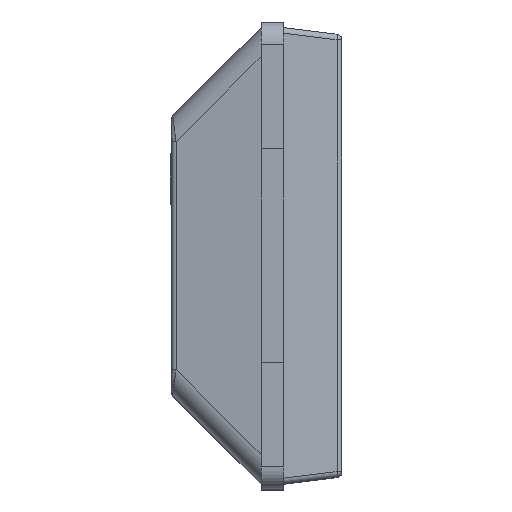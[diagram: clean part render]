
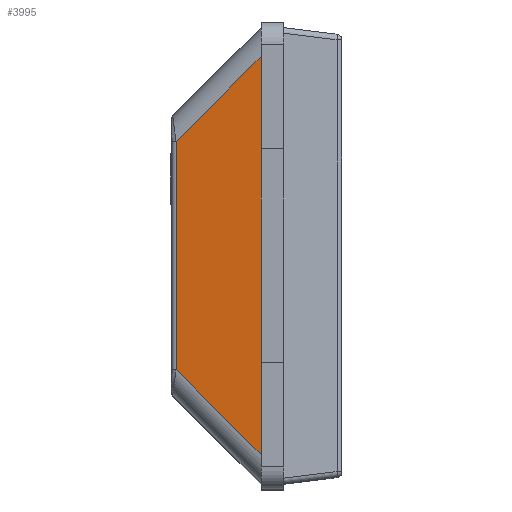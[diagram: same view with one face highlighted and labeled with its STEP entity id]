
A CAD part, top view. The second image highlights one B-rep face of the part: STEP entity #3995.
In plain terms, the highlighted planar face has unit normal (-0.122, 0, 0.993).
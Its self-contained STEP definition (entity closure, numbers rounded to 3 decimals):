
#254=FACE_OUTER_BOUND('',#493,.T.);
#493=EDGE_LOOP('',(#2877,#2878,#2879,#2880));
#793=LINE('',#5854,#1278);
#795=LINE('',#5860,#1280);
#802=LINE('',#5881,#1287);
#803=LINE('',#5883,#1288);
#1278=VECTOR('',#4702,1.);
#1280=VECTOR('',#4708,1.);
#1287=VECTOR('',#4731,1.);
#1288=VECTOR('',#4734,1.);
#1739=VERTEX_POINT('',#5818);
#1740=VERTEX_POINT('',#5847);
#1743=VERTEX_POINT('',#5858);
#1749=VERTEX_POINT('',#5879);
#2159=EDGE_CURVE('',#1740,#1739,#793,.T.);
#2162=EDGE_CURVE('',#1743,#1740,#795,.T.);
#2172=EDGE_CURVE('',#1749,#1743,#802,.T.);
#2173=EDGE_CURVE('',#1739,#1749,#803,.T.);
#2877=ORIENTED_EDGE('',*,*,#2159,.F.);
#2878=ORIENTED_EDGE('',*,*,#2162,.F.);
#2879=ORIENTED_EDGE('',*,*,#2172,.F.);
#2880=ORIENTED_EDGE('',*,*,#2173,.F.);
#3797=PLANE('',#4274);
#3995=ADVANCED_FACE('',(#254),#3797,.T.);
#4274=AXIS2_PLACEMENT_3D('',#5882,#4732,#4733);
#4702=DIRECTION('',(0.,1.,0.));
#4708=DIRECTION('',(-0.704,0.704,-0.086));
#4731=DIRECTION('',(0.,-1.,0.));
#4732=DIRECTION('center_axis',(-0.122,0.,
0.993));
#4733=DIRECTION('ref_axis',(0.,1.,0.));
#4734=DIRECTION('',(0.704,0.704,0.086));
#5818=CARTESIAN_POINT('',(-0.856,1.015,3.967));
#5847=CARTESIAN_POINT('',(-0.856,-1.015,3.967));
#5854=CARTESIAN_POINT('',(-0.856,-1.015,3.967));
#5858=CARTESIAN_POINT('',(-0.1,-1.772,4.06));
#5860=CARTESIAN_POINT('',(-0.24,-1.631,4.043));
#5879=CARTESIAN_POINT('',(-0.1,1.772,4.06));
#5881=CARTESIAN_POINT('',(-0.1,2.03,4.06));
#5882=CARTESIAN_POINT('Origin',(-0.1,-2.03,4.06));
#5883=CARTESIAN_POINT('',(-1.201,0.671,3.925));
